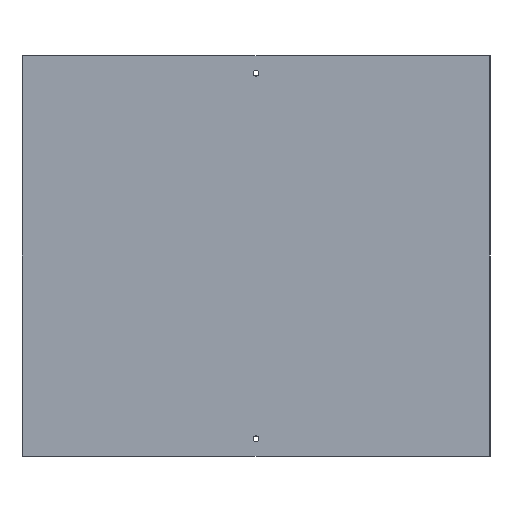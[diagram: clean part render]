
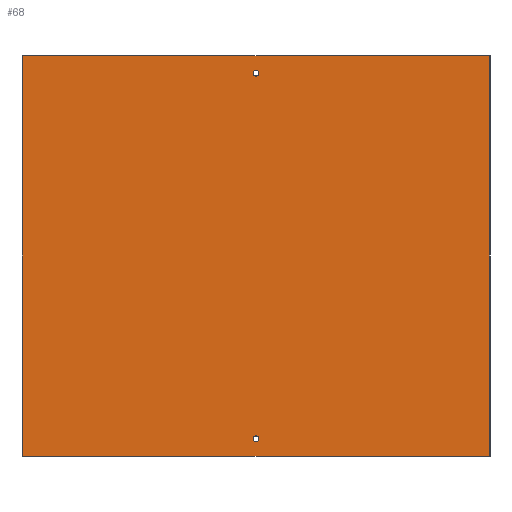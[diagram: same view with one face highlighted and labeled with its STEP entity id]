
A CAD part, front view. The second image highlights one B-rep face of the part: STEP entity #68.
In plain terms, the highlighted planar face has unit normal (0, -1, 0).
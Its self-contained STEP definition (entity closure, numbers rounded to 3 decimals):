
#39 = VERTEX_POINT ( 'NONE', #398 ) ;
#41 = VERTEX_POINT ( 'NONE', #399 ) ;
#42 = VERTEX_POINT ( 'NONE', #400 ) ;
#50 = VERTEX_POINT ( 'NONE', #423 ) ;
#56 = ORIENTED_EDGE ( 'NONE', *, *, #104, .F. ) ;
#57 = ORIENTED_EDGE ( 'NONE', *, *, #127, .F. ) ;
#68 = ADVANCED_FACE ( 'NONE', ( #259, #263, #260 ), #424, .F. ) ;
#93 = AXIS2_PLACEMENT_3D ( 'NONE', #409, #408, #407 ) ;
#104 = EDGE_CURVE ( 'NONE', #42, #41, #309, .T. ) ;
#111 = EDGE_CURVE ( 'NONE', #50, #39, #323, .T. ) ;
#116 = AXIS2_PLACEMENT_3D ( 'NONE', #178, #179, #180 ) ;
#119 = AXIS2_PLACEMENT_3D ( 'NONE', #172, #173, #174 ) ;
#123 = EDGE_CURVE ( 'NONE', #350, #350, #325, .T. ) ;
#125 = EDGE_CURVE ( 'NONE', #351, #351, #329, .T. ) ;
#126 = EDGE_CURVE ( 'NONE', #39, #41, #331, .T. ) ;
#127 = EDGE_CURVE ( 'NONE', #50, #42, #333, .T. ) ;
#148 = ORIENTED_EDGE ( 'NONE', *, *, #123, .F. ) ;
#154 = CARTESIAN_POINT ( 'NONE',  ( 201., 0., 345. ) ) ;
#156 = DIRECTION ( 'NONE',  ( 0., 0., -1. ) ) ;
#167 = CARTESIAN_POINT ( 'NONE',  ( -201., 0., 345. ) ) ;
#169 = DIRECTION ( 'NONE',  ( 0., 0., -1. ) ) ;
#171 = CARTESIAN_POINT ( 'NONE',  ( -201., 0., 345. ) ) ;
#172 = CARTESIAN_POINT ( 'NONE',  ( 0., 0., 330. ) ) ;
#173 = DIRECTION ( 'NONE',  ( 0., -1., 0. ) ) ;
#174 = DIRECTION ( 'NONE',  ( 0., 0., 1. ) ) ;
#176 = CARTESIAN_POINT ( 'NONE',  ( -201., 0., 0. ) ) ;
#177 = CARTESIAN_POINT ( 'NONE',  ( 0., 0., 332.5 ) ) ;
#178 = CARTESIAN_POINT ( 'NONE',  ( 0., 0., 15. ) ) ;
#179 = DIRECTION ( 'NONE',  ( 0., -1., 0. ) ) ;
#180 = DIRECTION ( 'NONE',  ( 0., 0., 1. ) ) ;
#181 = DIRECTION ( 'NONE',  ( 1., 0., 0. ) ) ;
#183 = DIRECTION ( 'NONE',  ( 1., 0., 0. ) ) ;
#198 = CARTESIAN_POINT ( 'NONE',  ( 0., 0., 17.5 ) ) ;
#223 = ORIENTED_EDGE ( 'NONE', *, *, #126, .T. ) ;
#229 = ORIENTED_EDGE ( 'NONE', *, *, #125, .F. ) ;
#239 = ORIENTED_EDGE ( 'NONE', *, *, #111, .T. ) ;
#241 = EDGE_LOOP ( 'NONE', ( #223, #56, #57, #239 ) ) ;
#243 = EDGE_LOOP ( 'NONE', ( #229 ) ) ;
#246 = EDGE_LOOP ( 'NONE', ( #148 ) ) ;
#259 = FACE_BOUND ( 'NONE', #246, .T. ) ;
#260 = FACE_OUTER_BOUND ( 'NONE', #241, .T. ) ;
#263 = FACE_BOUND ( 'NONE', #243, .T. ) ;
#309 = LINE ( 'NONE', #154, #312 ) ;
#312 = VECTOR ( 'NONE', #156, 1000. ) ;
#323 = LINE ( 'NONE', #167, #326 ) ;
#325 = CIRCLE ( 'NONE', #119, 2.5 ) ;
#326 = VECTOR ( 'NONE', #169, 1000. ) ;
#329 = CIRCLE ( 'NONE', #116, 2.5 ) ;
#331 = LINE ( 'NONE', #176, #335 ) ;
#333 = LINE ( 'NONE', #171, #334 ) ;
#334 = VECTOR ( 'NONE', #183, 1000. ) ;
#335 = VECTOR ( 'NONE', #181, 1000. ) ;
#350 = VERTEX_POINT ( 'NONE', #177 ) ;
#351 = VERTEX_POINT ( 'NONE', #198 ) ;
#398 = CARTESIAN_POINT ( 'NONE',  ( -201., 0., 0. ) ) ;
#399 = CARTESIAN_POINT ( 'NONE',  ( 201., 0., 0. ) ) ;
#400 = CARTESIAN_POINT ( 'NONE',  ( 201., 0., 345. ) ) ;
#407 = DIRECTION ( 'NONE',  ( 0., 0., 1. ) ) ;
#408 = DIRECTION ( 'NONE',  ( 0., 1., 0. ) ) ;
#409 = CARTESIAN_POINT ( 'NONE',  ( -201., 0., 345. ) ) ;
#423 = CARTESIAN_POINT ( 'NONE',  ( -201., 0., 345. ) ) ;
#424 = PLANE ( 'NONE',  #93 ) ;
